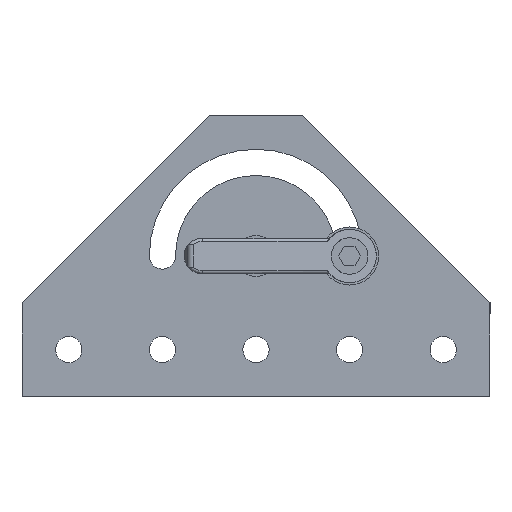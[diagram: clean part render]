
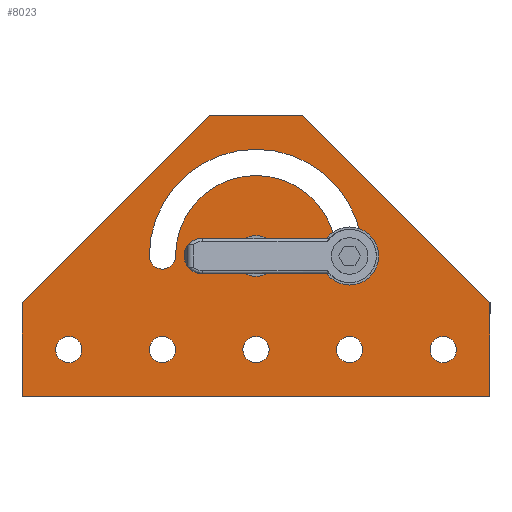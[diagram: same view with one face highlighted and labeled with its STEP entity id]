
A CAD part, left-side view. The second image highlights one B-rep face of the part: STEP entity #8023.
In plain terms, the highlighted planar face has unit normal (-1, 0, 0).
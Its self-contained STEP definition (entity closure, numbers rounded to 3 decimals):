
#7257=CARTESIAN_POINT('',(-0.656,-2.,-0.64));
#7258=VERTEX_POINT('',#7257);
#7267=CARTESIAN_POINT('',(-0.656,-2.,-0.36));
#7268=VERTEX_POINT('',#7267);
#7269=CARTESIAN_POINT('',(-0.656,-2.,-0.5));
#7270=DIRECTION('',(1.0,0.0,0.0));
#7271=DIRECTION('',(0.0,0.0,-1.0));
#7272=AXIS2_PLACEMENT_3D('',#7269,#7270,#7271);
#7273=CIRCLE('',#7272,0.14);
#7274=EDGE_CURVE('',#7268,#7258,#7273,.T.);
#7299=CARTESIAN_POINT('',(-0.656,-1.,-0.64));
#7300=VERTEX_POINT('',#7299);
#7309=CARTESIAN_POINT('',(-0.656,-1.,-0.36));
#7310=VERTEX_POINT('',#7309);
#7311=CARTESIAN_POINT('',(-0.656,-1.,-0.5));
#7312=DIRECTION('',(1.0,0.0,0.0));
#7313=DIRECTION('',(0.0,0.0,-1.0));
#7314=AXIS2_PLACEMENT_3D('',#7311,#7312,#7313);
#7315=CIRCLE('',#7314,0.14);
#7316=EDGE_CURVE('',#7310,#7300,#7315,.T.);
#7341=CARTESIAN_POINT('',(-0.656,0.,-0.64));
#7342=VERTEX_POINT('',#7341);
#7351=CARTESIAN_POINT('',(-0.656,0.,-0.36));
#7352=VERTEX_POINT('',#7351);
#7353=CARTESIAN_POINT('',(-0.656,0.,-0.5));
#7354=DIRECTION('',(1.0,0.0,0.0));
#7355=DIRECTION('',(0.0,0.0,-1.0));
#7356=AXIS2_PLACEMENT_3D('',#7353,#7354,#7355);
#7357=CIRCLE('',#7356,0.14);
#7358=EDGE_CURVE('',#7352,#7342,#7357,.T.);
#7383=CARTESIAN_POINT('',(-0.656,1.,-0.64));
#7384=VERTEX_POINT('',#7383);
#7393=CARTESIAN_POINT('',(-0.656,1.,-0.36));
#7394=VERTEX_POINT('',#7393);
#7395=CARTESIAN_POINT('',(-0.656,1.,-0.5));
#7396=DIRECTION('',(1.0,0.0,0.0));
#7397=DIRECTION('',(0.0,0.0,-1.0));
#7398=AXIS2_PLACEMENT_3D('',#7395,#7396,#7397);
#7399=CIRCLE('',#7398,0.14);
#7400=EDGE_CURVE('',#7394,#7384,#7399,.T.);
#7425=CARTESIAN_POINT('',(-0.656,2.,-0.64));
#7426=VERTEX_POINT('',#7425);
#7435=CARTESIAN_POINT('',(-0.656,2.,-0.36));
#7436=VERTEX_POINT('',#7435);
#7437=CARTESIAN_POINT('',(-0.656,2.,-0.5));
#7438=DIRECTION('',(1.0,0.0,0.0));
#7439=DIRECTION('',(0.0,0.0,-1.0));
#7440=AXIS2_PLACEMENT_3D('',#7437,#7438,#7439);
#7441=CIRCLE('',#7440,0.14);
#7442=EDGE_CURVE('',#7436,#7426,#7441,.T.);
#7467=CARTESIAN_POINT('',(-0.656,0.,0.282));
#7468=VERTEX_POINT('',#7467);
#7477=CARTESIAN_POINT('',(-0.656,0.,0.718));
#7478=VERTEX_POINT('',#7477);
#7479=CARTESIAN_POINT('',(-0.656,0.,0.5));
#7480=DIRECTION('',(1.0,0.0,0.0));
#7481=DIRECTION('',(0.0,0.0,-1.0));
#7482=AXIS2_PLACEMENT_3D('',#7479,#7480,#7481);
#7483=CIRCLE('',#7482,0.218);
#7484=EDGE_CURVE('',#7478,#7468,#7483,.T.);
#7520=CARTESIAN_POINT('',(-0.656,0.86,0.5));
#7521=VERTEX_POINT('',#7520);
#7528=CARTESIAN_POINT('',(-0.656,-0.86,0.5));
#7529=VERTEX_POINT('',#7528);
#7530=CARTESIAN_POINT('',(-0.656,0.,0.5));
#7531=DIRECTION('',(-1.0,0.0,0.0));
#7532=DIRECTION('',(0.0,0.0,1.0));
#7533=AXIS2_PLACEMENT_3D('',#7530,#7531,#7532);
#7534=CIRCLE('',#7533,0.86);
#7535=EDGE_CURVE('',#7529,#7521,#7534,.T.);
#7561=CARTESIAN_POINT('',(-0.656,-1.14,0.5));
#7562=VERTEX_POINT('',#7561);
#7563=CARTESIAN_POINT('',(-0.656,-1.,0.5));
#7564=DIRECTION('',(1.0,0.0,0.0));
#7565=DIRECTION('',(0.0,0.0,-1.0));
#7566=AXIS2_PLACEMENT_3D('',#7563,#7564,#7565);
#7567=CIRCLE('',#7566,0.14);
#7568=EDGE_CURVE('',#7562,#7529,#7567,.T.);
#7594=CARTESIAN_POINT('',(-0.656,1.14,0.5));
#7595=VERTEX_POINT('',#7594);
#7596=CARTESIAN_POINT('',(-0.656,0.,0.5));
#7597=DIRECTION('',(1.0,0.0,0.0));
#7598=DIRECTION('',(0.0,0.0,1.0));
#7599=AXIS2_PLACEMENT_3D('',#7596,#7597,#7598);
#7600=CIRCLE('',#7599,1.14);
#7601=EDGE_CURVE('',#7595,#7562,#7600,.T.);
#7625=CARTESIAN_POINT('',(-0.656,1.,0.5));
#7626=DIRECTION('',(1.0,0.0,0.0));
#7627=DIRECTION('',(0.0,0.0,-1.0));
#7628=AXIS2_PLACEMENT_3D('',#7625,#7626,#7627);
#7629=CIRCLE('',#7628,0.14);
#7630=EDGE_CURVE('',#7521,#7595,#7629,.T.);
#7650=CARTESIAN_POINT('',(-0.656,0.,0.5));
#7651=DIRECTION('',(1.0,0.0,0.0));
#7652=DIRECTION('',(0.0,0.0,-1.0));
#7653=AXIS2_PLACEMENT_3D('',#7650,#7651,#7652);
#7654=CIRCLE('',#7653,0.218);
#7655=EDGE_CURVE('',#7468,#7478,#7654,.T.);
#7674=CARTESIAN_POINT('',(-0.656,2.,-0.5));
#7675=DIRECTION('',(1.0,0.0,0.0));
#7676=DIRECTION('',(0.0,0.0,-1.0));
#7677=AXIS2_PLACEMENT_3D('',#7674,#7675,#7676);
#7678=CIRCLE('',#7677,0.14);
#7679=EDGE_CURVE('',#7426,#7436,#7678,.T.);
#7698=CARTESIAN_POINT('',(-0.656,1.,-0.5));
#7699=DIRECTION('',(1.0,0.0,0.0));
#7700=DIRECTION('',(0.0,0.0,-1.0));
#7701=AXIS2_PLACEMENT_3D('',#7698,#7699,#7700);
#7702=CIRCLE('',#7701,0.14);
#7703=EDGE_CURVE('',#7384,#7394,#7702,.T.);
#7722=CARTESIAN_POINT('',(-0.656,0.,-0.5));
#7723=DIRECTION('',(1.0,0.0,0.0));
#7724=DIRECTION('',(0.0,0.0,-1.0));
#7725=AXIS2_PLACEMENT_3D('',#7722,#7723,#7724);
#7726=CIRCLE('',#7725,0.14);
#7727=EDGE_CURVE('',#7342,#7352,#7726,.T.);
#7746=CARTESIAN_POINT('',(-0.656,-1.,-0.5));
#7747=DIRECTION('',(1.0,0.0,0.0));
#7748=DIRECTION('',(0.0,0.0,-1.0));
#7749=AXIS2_PLACEMENT_3D('',#7746,#7747,#7748);
#7750=CIRCLE('',#7749,0.14);
#7751=EDGE_CURVE('',#7300,#7310,#7750,.T.);
#7770=CARTESIAN_POINT('',(-0.656,-2.,-0.5));
#7771=DIRECTION('',(1.0,0.0,0.0));
#7772=DIRECTION('',(0.0,0.0,-1.0));
#7773=AXIS2_PLACEMENT_3D('',#7770,#7771,#7772);
#7774=CIRCLE('',#7773,0.14);
#7775=EDGE_CURVE('',#7258,#7268,#7774,.T.);
#7785=CARTESIAN_POINT('',(-0.656,2.5,0.));
#7786=VERTEX_POINT('',#7785);
#7787=CARTESIAN_POINT('',(-0.656,0.5,2.));
#7788=VERTEX_POINT('',#7787);
#7789=CARTESIAN_POINT('',(-0.656,2.5,0.));
#7790=DIRECTION('',(0.0,-0.707,0.707));
#7791=VECTOR('',#7790,2.828);
#7792=LINE('',#7789,#7791);
#7793=EDGE_CURVE('',#7786,#7788,#7792,.T.);
#7842=CARTESIAN_POINT('',(-0.656,2.5,-1.));
#7843=VERTEX_POINT('',#7842);
#7850=CARTESIAN_POINT('',(-0.656,2.5,0.));
#7851=DIRECTION('',(0.0,0.0,-1.0));
#7852=VECTOR('',#7851,1.);
#7853=LINE('',#7850,#7852);
#7854=EDGE_CURVE('',#7786,#7843,#7853,.T.);
#7905=CARTESIAN_POINT('',(-0.656,-0.5,2.0));
#7906=VERTEX_POINT('',#7905);
#7907=CARTESIAN_POINT('',(-0.656,-2.5,0.));
#7908=VERTEX_POINT('',#7907);
#7909=CARTESIAN_POINT('',(-0.656,-0.5,2.0));
#7910=DIRECTION('',(0.,-0.707,-0.707));
#7911=VECTOR('',#7910,2.828);
#7912=LINE('',#7909,#7911);
#7913=EDGE_CURVE('',#7906,#7908,#7912,.T.);
#7937=CARTESIAN_POINT('',(-0.656,-2.5,-1.));
#7938=VERTEX_POINT('',#7937);
#7939=CARTESIAN_POINT('',(-0.656,-2.5,-1.));
#7940=DIRECTION('',(0.0,0.0,1.0));
#7941=VECTOR('',#7940,1.);
#7942=LINE('',#7939,#7941);
#7943=EDGE_CURVE('',#7938,#7908,#7942,.T.);
#7970=CARTESIAN_POINT('',(-0.656,2.5,-1.));
#7971=DIRECTION('',(-1.0,0.0,0.0));
#7972=DIRECTION('',(0.0,0.0,1.0));
#7973=AXIS2_PLACEMENT_3D('',#7970,#7971,#7972);
#7974=PLANE('',#7973);
#7975=ORIENTED_EDGE('',*,*,#7793,.F.);
#7976=ORIENTED_EDGE('',*,*,#7854,.T.);
#7977=CARTESIAN_POINT('',(-0.656,2.5,-1.));
#7978=DIRECTION('',(0.0,-1.0,0.0));
#7979=VECTOR('',#7978,5.0);
#7980=LINE('',#7977,#7979);
#7981=EDGE_CURVE('',#7843,#7938,#7980,.T.);
#7982=ORIENTED_EDGE('',*,*,#7981,.T.);
#7983=ORIENTED_EDGE('',*,*,#7943,.T.);
#7984=ORIENTED_EDGE('',*,*,#7913,.F.);
#7985=CARTESIAN_POINT('',(-0.656,0.5,2.0));
#7986=DIRECTION('',(0.0,-1.0,0.0));
#7987=VECTOR('',#7986,1.0);
#7988=LINE('',#7985,#7987);
#7989=EDGE_CURVE('',#7788,#7906,#7988,.T.);
#7990=ORIENTED_EDGE('',*,*,#7989,.F.);
#7991=EDGE_LOOP('',(#7975,#7976,#7982,#7983,#7984,#7990));
#7992=FACE_OUTER_BOUND('',#7991,.T.);
#7993=ORIENTED_EDGE('',*,*,#7535,.T.);
#7994=ORIENTED_EDGE('',*,*,#7630,.T.);
#7995=ORIENTED_EDGE('',*,*,#7601,.T.);
#7996=ORIENTED_EDGE('',*,*,#7568,.T.);
#7997=EDGE_LOOP('',(#7993,#7994,#7995,#7996));
#7998=FACE_BOUND('',#7997,.T.);
#7999=ORIENTED_EDGE('',*,*,#7655,.T.);
#8000=ORIENTED_EDGE('',*,*,#7484,.T.);
#8001=EDGE_LOOP('',(#7999,#8000));
#8002=FACE_BOUND('',#8001,.T.);
#8003=ORIENTED_EDGE('',*,*,#7679,.T.);
#8004=ORIENTED_EDGE('',*,*,#7442,.T.);
#8005=EDGE_LOOP('',(#8003,#8004));
#8006=FACE_BOUND('',#8005,.T.);
#8007=ORIENTED_EDGE('',*,*,#7703,.T.);
#8008=ORIENTED_EDGE('',*,*,#7400,.T.);
#8009=EDGE_LOOP('',(#8007,#8008));
#8010=FACE_BOUND('',#8009,.T.);
#8011=ORIENTED_EDGE('',*,*,#7727,.T.);
#8012=ORIENTED_EDGE('',*,*,#7358,.T.);
#8013=EDGE_LOOP('',(#8011,#8012));
#8014=FACE_BOUND('',#8013,.T.);
#8015=ORIENTED_EDGE('',*,*,#7751,.T.);
#8016=ORIENTED_EDGE('',*,*,#7316,.T.);
#8017=EDGE_LOOP('',(#8015,#8016));
#8018=FACE_BOUND('',#8017,.T.);
#8019=ORIENTED_EDGE('',*,*,#7775,.T.);
#8020=ORIENTED_EDGE('',*,*,#7274,.T.);
#8021=EDGE_LOOP('',(#8019,#8020));
#8022=FACE_BOUND('',#8021,.T.);
#8023=ADVANCED_FACE('',(#7992,#7998,#8002,#8006,#8010,#8014,#8018,#8022),#7974,.T.);
